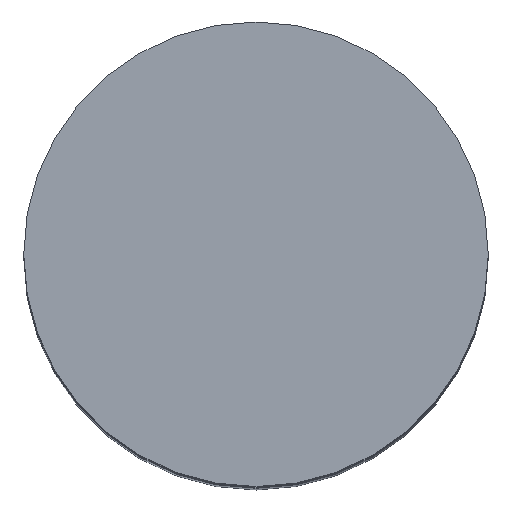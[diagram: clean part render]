
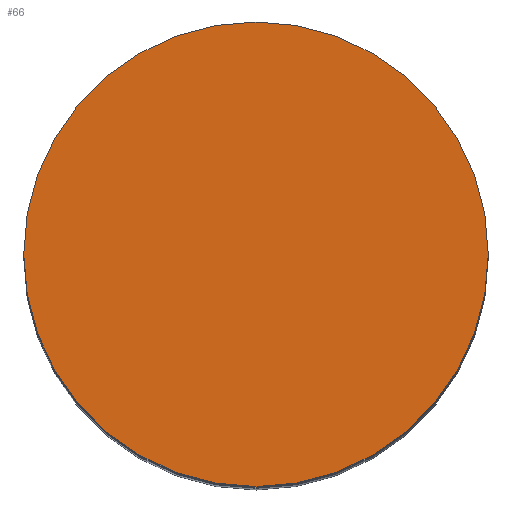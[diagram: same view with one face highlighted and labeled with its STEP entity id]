
A CAD part, top view. The second image highlights one B-rep face of the part: STEP entity #66.
In plain terms, the highlighted planar face has unit normal (0, 0, 1).
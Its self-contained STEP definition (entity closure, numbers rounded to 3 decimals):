
#35=PLANE('',#302);
#37=FACE_OUTER_BOUND('',#151,.T.);
#66=ADVANCED_FACE('',(#37),#35,.T.);
#151=EDGE_LOOP('',(#193));
#193=ORIENTED_EDGE('',*,*,#243,.T.);
#222=VERTEX_POINT('',#450);
#243=EDGE_CURVE('',#222,#222,#264,.T.);
#264=CIRCLE('',#301,2.25);
#301=AXIS2_PLACEMENT_3D('',#449,#376,#377);
#302=AXIS2_PLACEMENT_3D('',#451,#378,#379);
#376=DIRECTION('',(0.,0.,1.));
#377=DIRECTION('',(1.,0.,0.));
#378=DIRECTION('',(0.,0.,1.));
#379=DIRECTION('',(1.,0.,0.));
#449=CARTESIAN_POINT('',(0.,0.,7.2));
#450=CARTESIAN_POINT('',(2.25,0.,7.2));
#451=CARTESIAN_POINT('',(0.,0.,7.2));
